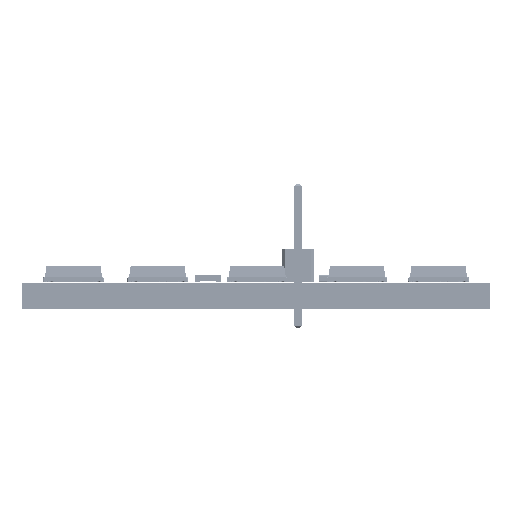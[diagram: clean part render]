
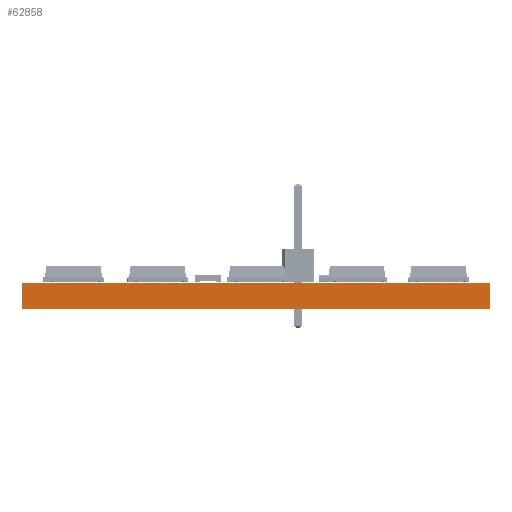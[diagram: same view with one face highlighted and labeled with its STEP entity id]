
A CAD part, front view. The second image highlights one B-rep face of the part: STEP entity #62858.
In plain terms, the highlighted planar face has unit normal (0, -1, 0).
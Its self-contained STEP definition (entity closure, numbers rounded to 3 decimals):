
#62858 = ADVANCED_FACE('',(#62859),#62873,.F.);
#62859 = FACE_BOUND('',#62860,.F.);
#62860 = EDGE_LOOP('',(#62861,#62896,#62924,#62952));
#62861 = ORIENTED_EDGE('',*,*,#62862,.T.);
#62862 = EDGE_CURVE('',#62863,#62865,#62867,.T.);
#62863 = VERTEX_POINT('',#62864);
#62864 = CARTESIAN_POINT('',(-14.325,-25.375,0.));
#62865 = VERTEX_POINT('',#62866);
#62866 = CARTESIAN_POINT('',(-14.325,-25.375,1.6));
#62867 = SURFACE_CURVE('',#62868,(#62872,#62884),.PCURVE_S1.);
#62868 = LINE('',#62869,#62870);
#62869 = CARTESIAN_POINT('',(-14.325,-25.375,0.));
#62870 = VECTOR('',#62871,1.);
#62871 = DIRECTION('',(0.,0.,1.));
#62872 = PCURVE('',#62873,#62878);
#62873 = PLANE('',#62874);
#62874 = AXIS2_PLACEMENT_3D('',#62875,#62876,#62877);
#62875 = CARTESIAN_POINT('',(-14.325,-25.375,0.));
#62876 = DIRECTION('',(0.,1.,0.));
#62877 = DIRECTION('',(1.,0.,0.));
#62878 = DEFINITIONAL_REPRESENTATION('',(#62879),#62883);
#62879 = LINE('',#62880,#62881);
#62880 = CARTESIAN_POINT('',(0.,0.));
#62881 = VECTOR('',#62882,1.);
#62882 = DIRECTION('',(0.,-1.));
#62883 = ( GEOMETRIC_REPRESENTATION_CONTEXT(2) 
PARAMETRIC_REPRESENTATION_CONTEXT() REPRESENTATION_CONTEXT('2D SPACE',''
  ) );
#62884 = PCURVE('',#62885,#62890);
#62885 = PLANE('',#62886);
#62886 = AXIS2_PLACEMENT_3D('',#62887,#62888,#62889);
#62887 = CARTESIAN_POINT('',(-14.325,25.375,0.));
#62888 = DIRECTION('',(1.,0.,0.));
#62889 = DIRECTION('',(0.,-1.,0.));
#62890 = DEFINITIONAL_REPRESENTATION('',(#62891),#62895);
#62891 = LINE('',#62892,#62893);
#62892 = CARTESIAN_POINT('',(50.75,0.));
#62893 = VECTOR('',#62894,1.);
#62894 = DIRECTION('',(0.,-1.));
#62895 = ( GEOMETRIC_REPRESENTATION_CONTEXT(2) 
PARAMETRIC_REPRESENTATION_CONTEXT() REPRESENTATION_CONTEXT('2D SPACE',''
  ) );
#62896 = ORIENTED_EDGE('',*,*,#62897,.T.);
#62897 = EDGE_CURVE('',#62865,#62898,#62900,.T.);
#62898 = VERTEX_POINT('',#62899);
#62899 = CARTESIAN_POINT('',(14.325,-25.375,1.6));
#62900 = SURFACE_CURVE('',#62901,(#62905,#62912),.PCURVE_S1.);
#62901 = LINE('',#62902,#62903);
#62902 = CARTESIAN_POINT('',(-14.325,-25.375,1.6));
#62903 = VECTOR('',#62904,1.);
#62904 = DIRECTION('',(1.,0.,0.));
#62905 = PCURVE('',#62873,#62906);
#62906 = DEFINITIONAL_REPRESENTATION('',(#62907),#62911);
#62907 = LINE('',#62908,#62909);
#62908 = CARTESIAN_POINT('',(0.,-1.6));
#62909 = VECTOR('',#62910,1.);
#62910 = DIRECTION('',(1.,0.));
#62911 = ( GEOMETRIC_REPRESENTATION_CONTEXT(2) 
PARAMETRIC_REPRESENTATION_CONTEXT() REPRESENTATION_CONTEXT('2D SPACE',''
  ) );
#62912 = PCURVE('',#62913,#62918);
#62913 = PLANE('',#62914);
#62914 = AXIS2_PLACEMENT_3D('',#62915,#62916,#62917);
#62915 = CARTESIAN_POINT('',(0.,0.,1.6));
#62916 = DIRECTION('',(0.,0.,1.));
#62917 = DIRECTION('',(1.,0.,0.));
#62918 = DEFINITIONAL_REPRESENTATION('',(#62919),#62923);
#62919 = LINE('',#62920,#62921);
#62920 = CARTESIAN_POINT('',(-14.325,-25.375));
#62921 = VECTOR('',#62922,1.);
#62922 = DIRECTION('',(1.,0.));
#62923 = ( GEOMETRIC_REPRESENTATION_CONTEXT(2) 
PARAMETRIC_REPRESENTATION_CONTEXT() REPRESENTATION_CONTEXT('2D SPACE',''
  ) );
#62924 = ORIENTED_EDGE('',*,*,#62925,.F.);
#62925 = EDGE_CURVE('',#62926,#62898,#62928,.T.);
#62926 = VERTEX_POINT('',#62927);
#62927 = CARTESIAN_POINT('',(14.325,-25.375,0.));
#62928 = SURFACE_CURVE('',#62929,(#62933,#62940),.PCURVE_S1.);
#62929 = LINE('',#62930,#62931);
#62930 = CARTESIAN_POINT('',(14.325,-25.375,0.));
#62931 = VECTOR('',#62932,1.);
#62932 = DIRECTION('',(0.,0.,1.));
#62933 = PCURVE('',#62873,#62934);
#62934 = DEFINITIONAL_REPRESENTATION('',(#62935),#62939);
#62935 = LINE('',#62936,#62937);
#62936 = CARTESIAN_POINT('',(28.65,0.));
#62937 = VECTOR('',#62938,1.);
#62938 = DIRECTION('',(0.,-1.));
#62939 = ( GEOMETRIC_REPRESENTATION_CONTEXT(2) 
PARAMETRIC_REPRESENTATION_CONTEXT() REPRESENTATION_CONTEXT('2D SPACE',''
  ) );
#62940 = PCURVE('',#62941,#62946);
#62941 = PLANE('',#62942);
#62942 = AXIS2_PLACEMENT_3D('',#62943,#62944,#62945);
#62943 = CARTESIAN_POINT('',(14.325,-25.375,0.));
#62944 = DIRECTION('',(-1.,0.,0.));
#62945 = DIRECTION('',(0.,1.,0.));
#62946 = DEFINITIONAL_REPRESENTATION('',(#62947),#62951);
#62947 = LINE('',#62948,#62949);
#62948 = CARTESIAN_POINT('',(0.,0.));
#62949 = VECTOR('',#62950,1.);
#62950 = DIRECTION('',(0.,-1.));
#62951 = ( GEOMETRIC_REPRESENTATION_CONTEXT(2) 
PARAMETRIC_REPRESENTATION_CONTEXT() REPRESENTATION_CONTEXT('2D SPACE',''
  ) );
#62952 = ORIENTED_EDGE('',*,*,#62953,.F.);
#62953 = EDGE_CURVE('',#62863,#62926,#62954,.T.);
#62954 = SURFACE_CURVE('',#62955,(#62959,#62966),.PCURVE_S1.);
#62955 = LINE('',#62956,#62957);
#62956 = CARTESIAN_POINT('',(-14.325,-25.375,0.));
#62957 = VECTOR('',#62958,1.);
#62958 = DIRECTION('',(1.,0.,0.));
#62959 = PCURVE('',#62873,#62960);
#62960 = DEFINITIONAL_REPRESENTATION('',(#62961),#62965);
#62961 = LINE('',#62962,#62963);
#62962 = CARTESIAN_POINT('',(0.,0.));
#62963 = VECTOR('',#62964,1.);
#62964 = DIRECTION('',(1.,0.));
#62965 = ( GEOMETRIC_REPRESENTATION_CONTEXT(2) 
PARAMETRIC_REPRESENTATION_CONTEXT() REPRESENTATION_CONTEXT('2D SPACE',''
  ) );
#62966 = PCURVE('',#62967,#62972);
#62967 = PLANE('',#62968);
#62968 = AXIS2_PLACEMENT_3D('',#62969,#62970,#62971);
#62969 = CARTESIAN_POINT('',(0.,0.,0.));
#62970 = DIRECTION('',(0.,0.,1.));
#62971 = DIRECTION('',(1.,0.,0.));
#62972 = DEFINITIONAL_REPRESENTATION('',(#62973),#62977);
#62973 = LINE('',#62974,#62975);
#62974 = CARTESIAN_POINT('',(-14.325,-25.375));
#62975 = VECTOR('',#62976,1.);
#62976 = DIRECTION('',(1.,0.));
#62977 = ( GEOMETRIC_REPRESENTATION_CONTEXT(2) 
PARAMETRIC_REPRESENTATION_CONTEXT() REPRESENTATION_CONTEXT('2D SPACE',''
  ) );
